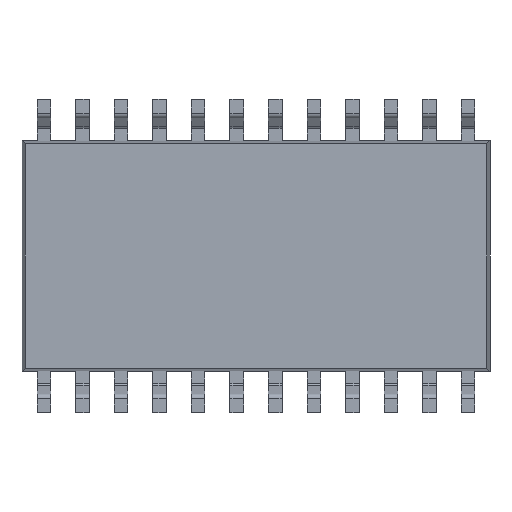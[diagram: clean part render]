
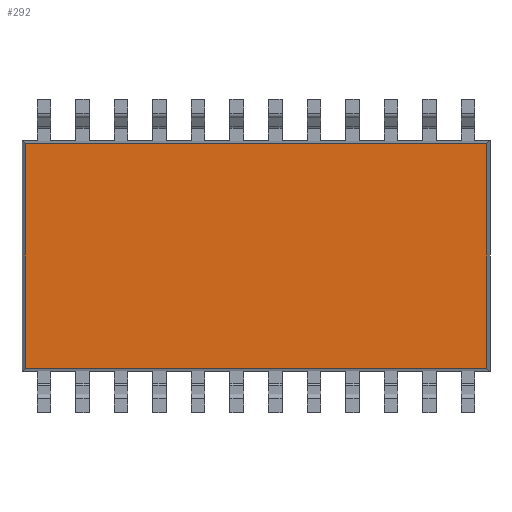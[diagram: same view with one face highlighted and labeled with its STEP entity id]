
A CAD part, front view. The second image highlights one B-rep face of the part: STEP entity #292.
In plain terms, the highlighted face is planar.
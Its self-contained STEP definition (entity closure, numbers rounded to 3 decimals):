
#224 = EDGE_CURVE ( 'NONE', #2214, #1141, #760, .T. ) ;
#225 = VECTOR ( 'NONE', #2273, 1000. ) ;
#226 = EDGE_LOOP ( 'NONE', ( #1221, #538, #2282, #1583 ) ) ;
#292 = ADVANCED_FACE ( 'NONE', ( #362 ), #2033, .T. ) ;
#362 = FACE_OUTER_BOUND ( 'NONE', #226, .T. ) ;
#383 = DIRECTION ( 'NONE',  ( 0., -1., 0. ) ) ;
#439 = EDGE_CURVE ( 'NONE', #1141, #2246, #453, .T. ) ;
#453 = LINE ( 'NONE', #1372, #1753 ) ;
#495 = AXIS2_PLACEMENT_3D ( 'NONE', #1364, #1255, #1289 ) ;
#538 = ORIENTED_EDGE ( 'NONE', *, *, #1253, .T. ) ;
#651 = EDGE_CURVE ( 'NONE', #2246, #859, #1120, .T. ) ;
#760 = LINE ( 'NONE', #1129, #1152 ) ;
#859 = VERTEX_POINT ( 'NONE', #2387 ) ;
#935 = DIRECTION ( 'NONE',  ( 1., 0., 0. ) ) ;
#1120 = LINE ( 'NONE', #1231, #225 ) ;
#1129 = CARTESIAN_POINT ( 'NONE',  ( 7.605, 0., 0.15 ) ) ;
#1132 = LINE ( 'NONE', #1485, #1422 ) ;
#1141 = VERTEX_POINT ( 'NONE', #2161 ) ;
#1152 = VECTOR ( 'NONE', #383, 1000. ) ;
#1221 = ORIENTED_EDGE ( 'NONE', *, *, #651, .T. ) ;
#1231 = CARTESIAN_POINT ( 'NONE',  ( -7.605, 0., 0.15 ) ) ;
#1253 = EDGE_CURVE ( 'NONE', #859, #2214, #1132, .T. ) ;
#1255 = DIRECTION ( 'NONE',  ( 0., 0., -1. ) ) ;
#1289 = DIRECTION ( 'NONE',  ( -1., 0., 0. ) ) ;
#1352 = DIRECTION ( 'NONE',  ( -1., 0., 0. ) ) ;
#1364 = CARTESIAN_POINT ( 'NONE',  ( 0., 0., 0.15 ) ) ;
#1372 = CARTESIAN_POINT ( 'NONE',  ( 0., -3.7, 0.15 ) ) ;
#1422 = VECTOR ( 'NONE', #935, 1000. ) ;
#1485 = CARTESIAN_POINT ( 'NONE',  ( 0., 3.7, 0.15 ) ) ;
#1583 = ORIENTED_EDGE ( 'NONE', *, *, #439, .T. ) ;
#1753 = VECTOR ( 'NONE', #1352, 1000. ) ;
#1829 = CARTESIAN_POINT ( 'NONE',  ( 7.605, 3.7, 0.15 ) ) ;
#2033 = PLANE ( 'NONE',  #495 ) ;
#2131 = CARTESIAN_POINT ( 'NONE',  ( -7.605, -3.7, 0.15 ) ) ;
#2161 = CARTESIAN_POINT ( 'NONE',  ( 7.605, -3.7, 0.15 ) ) ;
#2214 = VERTEX_POINT ( 'NONE', #1829 ) ;
#2246 = VERTEX_POINT ( 'NONE', #2131 ) ;
#2273 = DIRECTION ( 'NONE',  ( 0., 1., 0. ) ) ;
#2282 = ORIENTED_EDGE ( 'NONE', *, *, #224, .T. ) ;
#2387 = CARTESIAN_POINT ( 'NONE',  ( -7.605, 3.7, 0.15 ) ) ;
